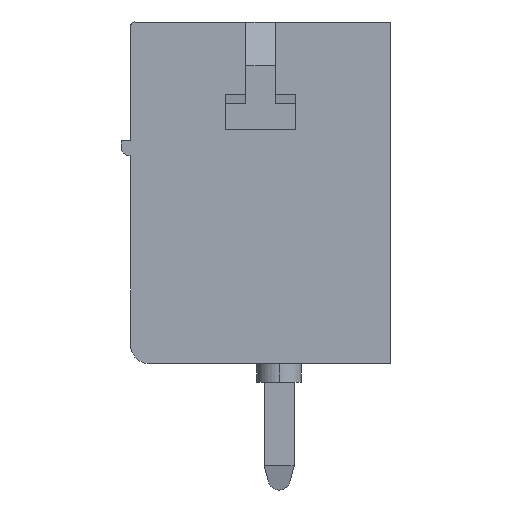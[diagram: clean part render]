
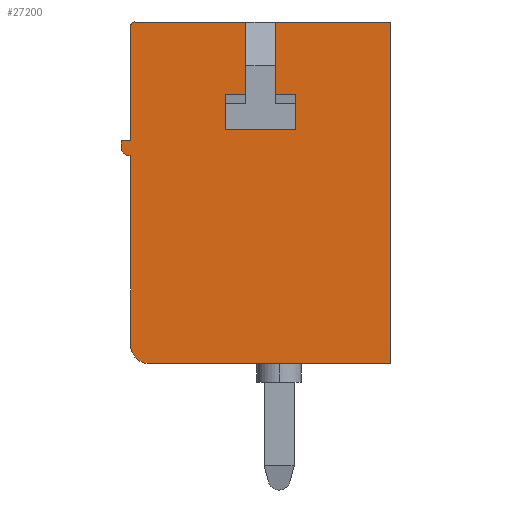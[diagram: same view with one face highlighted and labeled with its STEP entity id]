
A CAD part, left-side view. The second image highlights one B-rep face of the part: STEP entity #27200.
In plain terms, the highlighted face is planar.
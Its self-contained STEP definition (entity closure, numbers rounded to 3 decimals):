
#24670=CARTESIAN_POINT('',(-62.201,-2.817,
-0.175));
#24680=VERTEX_POINT('',#24670);
#24710=CARTESIAN_POINT('',(-62.201,2.421,
-0.175));
#24720=DIRECTION('',(0.,-1.,0.));
#24730=VECTOR('',#24720,1.);
#24740=LINE('',#24710,#24730);
#24750=CARTESIAN_POINT('',(-62.201,0.283,
-0.175));
#24760=VERTEX_POINT('',#24750);
#24770=EDGE_CURVE('',#24760,#24680,#24740,.T.);
#24830=CARTESIAN_POINT('',(-62.201,1.083,
-0.175));
#24840=VERTEX_POINT('',#24830);
#24870=CARTESIAN_POINT('',(-62.201,4.083,
-0.175));
#24880=VERTEX_POINT('',#24870);
#24890=EDGE_CURVE('',#24880,#24840,#24740,.T.);
#25160=CARTESIAN_POINT('',(-64.854,1.633,
-0.175));
#25170=VERTEX_POINT('',#25160);
#25220=CARTESIAN_POINT('',(-66.93,1.633,
-0.175));
#25230=DIRECTION('',(1.,0.,0.));
#25240=VECTOR('',#25230,1.);
#25250=LINE('',#25220,#25240);
#25260=CARTESIAN_POINT('',(-64.147,1.633,
-0.175));
#25270=VERTEX_POINT('',#25260);
#25280=EDGE_CURVE('',#25170,#25270,#25250,.T.);
#25720=CARTESIAN_POINT('',(-64.854,-0.267,
-0.175));
#25730=VERTEX_POINT('',#25720);
#25760=CARTESIAN_POINT('',(-64.854,2.421,
-0.175));
#25770=DIRECTION('',(0.,-1.,0.));
#25780=VECTOR('',#25770,1.);
#25790=LINE('',#25760,#25780);
#25800=EDGE_CURVE('',#25170,#25730,#25790,.T.);
#25920=CARTESIAN_POINT('',(-69.529,14.133,
-0.175));
#25930=DIRECTION('',(0.,0.,-1.));
#25940=DIRECTION('',(1.,0.,0.));
#25950=AXIS2_PLACEMENT_3D('',#25920,#25930,#25940);
#25960=PLANE('',#25950);
#25970=CARTESIAN_POINT('',(-66.93,-2.817,
-0.175));
#25980=DIRECTION('',(-1.,0.,0.));
#25990=VECTOR('',#25980,1.);
#26000=LINE('',#25970,#25990);
#26010=CARTESIAN_POINT('',(-71.401,-2.817,
-0.175));
#26020=VERTEX_POINT('',#26010);
#26030=EDGE_CURVE('',#24680,#26020,#26000,.T.);
#26040=ORIENTED_EDGE('',*,*,#26030,.F.);
#26050=CARTESIAN_POINT('',(-71.401,2.421,
-0.175));
#26060=DIRECTION('',(0.,1.,0.));
#26070=VECTOR('',#26060,1.);
#26080=LINE('',#26050,#26070);
#26090=CARTESIAN_POINT('',(-71.401,3.683,
-0.175));
#26100=VERTEX_POINT('',#26090);
#26110=EDGE_CURVE('',#26020,#26100,#26080,.T.);
#26120=ORIENTED_EDGE('',*,*,#26110,.F.);
#26130=CARTESIAN_POINT('',(-70.901,3.683,
-0.175));
#26140=DIRECTION('',(0.,0.,1.));
#26150=DIRECTION('',(1.,0.,0.));
#26160=AXIS2_PLACEMENT_3D('',#26130,#26140,#26150);
#26170=CIRCLE('',#26160,0.5);
#26180=CARTESIAN_POINT('',(-70.901,4.183,-0.175
));
#26190=VERTEX_POINT('',#26180);
#26200=EDGE_CURVE('',#26190,#26100,#26170,.T.);
#26210=ORIENTED_EDGE('',*,*,#26200,.T.);
#26220=CARTESIAN_POINT('',(-66.93,4.183,
-0.175));
#26230=DIRECTION('',(-1.,0.,0.));
#26240=VECTOR('',#26230,1.);
#26250=LINE('',#26220,#26240);
#26260=CARTESIAN_POINT('',(-65.801,4.183,
-0.175));
#26270=VERTEX_POINT('',#26260);
#26280=EDGE_CURVE('',#26270,#26190,#26250,.T.);
#26290=ORIENTED_EDGE('',*,*,#26280,.T.);
#26300=CARTESIAN_POINT('',(-65.801,2.421,
-0.175));
#26310=DIRECTION('',(0.,-1.,0.));
#26320=VECTOR('',#26310,1.);
#26330=LINE('',#26300,#26320);
#26340=CARTESIAN_POINT('',(-65.801,4.233,
-0.175));
#26350=VERTEX_POINT('',#26340);
#26360=EDGE_CURVE('',#26350,#26270,#26330,.T.);
#26370=ORIENTED_EDGE('',*,*,#26360,.T.);
#26380=CARTESIAN_POINT('',(-65.601,4.233,
-0.175));
#26390=DIRECTION('',(0.,0.,1.));
#26400=DIRECTION('',(1.,0.,0.));
#26410=AXIS2_PLACEMENT_3D('',#26380,#26390,#26400);
#26420=CIRCLE('',#26410,0.2);
#26430=CARTESIAN_POINT('',(-65.601,4.433,
-0.175));
#26440=VERTEX_POINT('',#26430);
#26450=EDGE_CURVE('',#26440,#26350,#26420,.T.);
#26460=ORIENTED_EDGE('',*,*,#26450,.T.);
#26470=CARTESIAN_POINT('',(-66.93,4.433,
-0.175));
#26480=DIRECTION('',(1.,0.,0.));
#26490=VECTOR('',#26480,1.);
#26500=LINE('',#26470,#26490);
#26510=CARTESIAN_POINT('',(-65.401,4.433,
-0.175));
#26520=VERTEX_POINT('',#26510);
#26530=EDGE_CURVE('',#26440,#26520,#26500,.T.);
#26540=ORIENTED_EDGE('',*,*,#26530,.F.);
#26550=CARTESIAN_POINT('',(-65.401,2.421,
-0.175));
#26560=DIRECTION('',(0.,1.,0.));
#26570=VECTOR('',#26560,1.);
#26580=LINE('',#26550,#26570);
#26590=CARTESIAN_POINT('',(-65.401,4.183,
-0.175));
#26600=VERTEX_POINT('',#26590);
#26610=EDGE_CURVE('',#26600,#26520,#26580,.T.);
#26620=ORIENTED_EDGE('',*,*,#26610,.T.);
#26630=CARTESIAN_POINT('',(-66.93,4.183,
-0.175));
#26640=DIRECTION('',(1.,0.,0.));
#26650=VECTOR('',#26640,1.);
#26660=LINE('',#26630,#26650);
#26670=CARTESIAN_POINT('',(-62.301,4.183,
-0.175));
#26680=VERTEX_POINT('',#26670);
#26690=EDGE_CURVE('',#26600,#26680,#26660,.T.);
#26700=ORIENTED_EDGE('',*,*,#26690,.F.);
#26710=CARTESIAN_POINT('',(-62.301,4.083,
-0.175));
#26720=DIRECTION('',(0.,0.,1.));
#26730=DIRECTION('',(1.,0.,0.));
#26740=AXIS2_PLACEMENT_3D('',#26710,#26720,#26730);
#26750=CIRCLE('',#26740,0.1);
#26760=EDGE_CURVE('',#24880,#26680,#26750,.T.);
#26770=ORIENTED_EDGE('',*,*,#26760,.T.);
#26780=ORIENTED_EDGE('',*,*,#24890,.F.);
#26790=CARTESIAN_POINT('',(-66.93,1.083,
-0.175));
#26800=DIRECTION('',(-1.,0.,0.));
#26810=VECTOR('',#26800,1.);
#26820=LINE('',#26790,#26810);
#26830=CARTESIAN_POINT('',(-64.147,1.083,
-0.175));
#26840=VERTEX_POINT('',#26830);
#26850=EDGE_CURVE('',#24840,#26840,#26820,.T.);
#26860=ORIENTED_EDGE('',*,*,#26850,.F.);
#26870=CARTESIAN_POINT('',(-64.147,2.421,
-0.175));
#26880=DIRECTION('',(0.,1.,0.));
#26890=VECTOR('',#26880,1.);
#26900=LINE('',#26870,#26890);
#26910=EDGE_CURVE('',#26840,#25270,#26900,.T.);
#26920=ORIENTED_EDGE('',*,*,#26910,.F.);
#26930=ORIENTED_EDGE('',*,*,#25280,.T.);
#26940=ORIENTED_EDGE('',*,*,#25800,.F.);
#26950=CARTESIAN_POINT('',(-66.93,-0.267,
-0.175));
#26960=DIRECTION('',(1.,0.,0.));
#26970=VECTOR('',#26960,1.);
#26980=LINE('',#26950,#26970);
#26990=CARTESIAN_POINT('',(-64.147,-0.267,
-0.175));
#27000=VERTEX_POINT('',#26990);
#27010=EDGE_CURVE('',#25730,#27000,#26980,.T.);
#27020=ORIENTED_EDGE('',*,*,#27010,.F.);
#27030=CARTESIAN_POINT('',(-64.147,2.421,
-0.175));
#27040=DIRECTION('',(0.,1.,0.));
#27050=VECTOR('',#27040,1.);
#27060=LINE('',#27030,#27050);
#27070=CARTESIAN_POINT('',(-64.147,0.283,
-0.175));
#27080=VERTEX_POINT('',#27070);
#27090=EDGE_CURVE('',#27000,#27080,#27060,.T.);
#27100=ORIENTED_EDGE('',*,*,#27090,.F.);
#27110=CARTESIAN_POINT('',(-66.93,0.283,
-0.175));
#27120=DIRECTION('',(1.,0.,0.));
#27130=VECTOR('',#27120,1.);
#27140=LINE('',#27110,#27130);
#27150=EDGE_CURVE('',#27080,#24760,#27140,.T.);
#27160=ORIENTED_EDGE('',*,*,#27150,.F.);
#27170=ORIENTED_EDGE('',*,*,#24770,.F.);
#27180=EDGE_LOOP('',(#27170,#27160,#27100,#27020,#26940,#26930,#26920,
#26860,#26780,#26770,#26700,#26620,#26540,#26460,#26370,#26290,#26210,
#26120,#26040));
#27190=FACE_OUTER_BOUND('',#27180,.T.);
#27200=ADVANCED_FACE('',(#27190),#25960,.F.);
